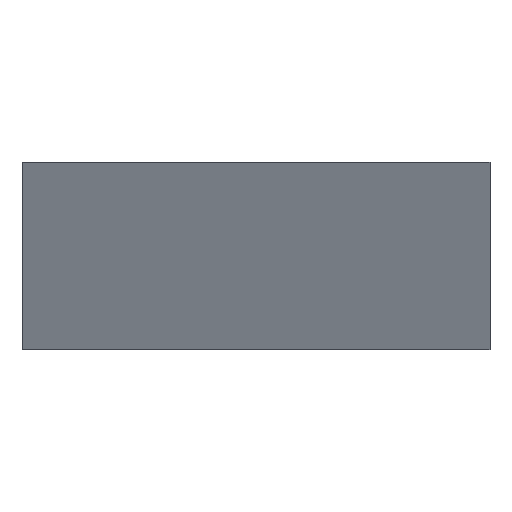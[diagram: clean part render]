
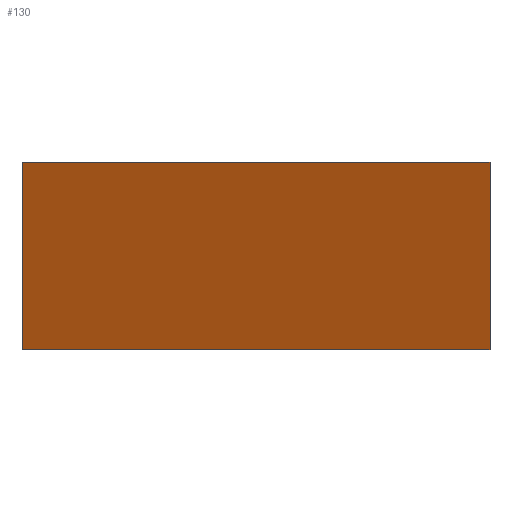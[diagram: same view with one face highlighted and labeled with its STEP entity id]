
A CAD part, front view. The second image highlights one B-rep face of the part: STEP entity #130.
In plain terms, the highlighted planar face has unit normal (-0.5, -0.866, 0).
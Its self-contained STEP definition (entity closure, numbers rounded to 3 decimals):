
#11 = EDGE_CURVE ( 'NONE', #173, #117, #258, .T. ) ;
#30 = LINE ( 'NONE', #36, #141 ) ;
#36 = CARTESIAN_POINT ( 'NONE',  ( 7.5, -17.609, 6. ) ) ;
#39 = LINE ( 'NONE', #240, #144 ) ;
#46 = EDGE_CURVE ( 'NONE', #205, #178, #30, .T. ) ;
#64 = DIRECTION ( 'NONE',  ( 0., 0., -1. ) ) ;
#106 = CARTESIAN_POINT ( 'NONE',  ( 7.5, -17.609, 0. ) ) ;
#107 = DIRECTION ( 'NONE',  ( 0.5, 0.866, 0. ) ) ;
#109 = DIRECTION ( 'NONE',  ( 0.866, -0.5, 0. ) ) ;
#117 = VERTEX_POINT ( 'NONE', #238 ) ;
#123 = ORIENTED_EDGE ( 'NONE', *, *, #259, .T. ) ;
#129 = ORIENTED_EDGE ( 'NONE', *, *, #11, .T. ) ;
#130 = ADVANCED_FACE ( 'NONE', ( #138 ), #269, .F. ) ;
#138 = FACE_OUTER_BOUND ( 'NONE', #263, .T. ) ;
#141 = VECTOR ( 'NONE', #64, 1000. ) ;
#144 = VECTOR ( 'NONE', #224, 1000. ) ;
#154 = CARTESIAN_POINT ( 'NONE',  ( 7.5, -17.609, 6. ) ) ;
#158 = VECTOR ( 'NONE', #109, 1000. ) ;
#164 = LINE ( 'NONE', #106, #158 ) ;
#173 = VERTEX_POINT ( 'NONE', #257 ) ;
#174 = DIRECTION ( 'NONE',  ( 0., 0., -1. ) ) ;
#175 = EDGE_CURVE ( 'NONE', #173, #205, #39, .T. ) ;
#178 = VERTEX_POINT ( 'NONE', #235 ) ;
#198 = ORIENTED_EDGE ( 'NONE', *, *, #175, .F. ) ;
#205 = VERTEX_POINT ( 'NONE', #220 ) ;
#211 = AXIS2_PLACEMENT_3D ( 'NONE', #154, #107, #267 ) ;
#217 = ORIENTED_EDGE ( 'NONE', *, *, #46, .F. ) ;
#220 = CARTESIAN_POINT ( 'NONE',  ( 7.5, -17.609, 6. ) ) ;
#224 = DIRECTION ( 'NONE',  ( 0.866, -0.5, 0. ) ) ;
#229 = CARTESIAN_POINT ( 'NONE',  ( -7.5, -8.949, 6. ) ) ;
#235 = CARTESIAN_POINT ( 'NONE',  ( 7.5, -17.609, 0. ) ) ;
#238 = CARTESIAN_POINT ( 'NONE',  ( -7.5, -8.949, 0. ) ) ;
#240 = CARTESIAN_POINT ( 'NONE',  ( 7.5, -17.609, 6. ) ) ;
#245 = VECTOR ( 'NONE', #174, 1000. ) ;
#257 = CARTESIAN_POINT ( 'NONE',  ( -7.5, -8.949, 6. ) ) ;
#258 = LINE ( 'NONE', #229, #245 ) ;
#259 = EDGE_CURVE ( 'NONE', #117, #178, #164, .T. ) ;
#263 = EDGE_LOOP ( 'NONE', ( #123, #217, #198, #129 ) ) ;
#267 = DIRECTION ( 'NONE',  ( -0.866, 0.5, 0. ) ) ;
#269 = PLANE ( 'NONE',  #211 ) ;
